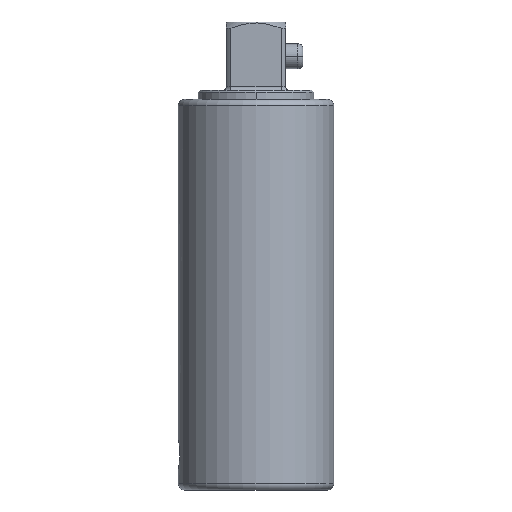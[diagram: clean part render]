
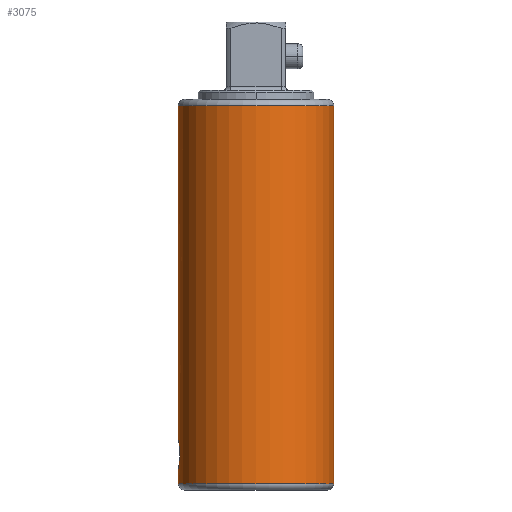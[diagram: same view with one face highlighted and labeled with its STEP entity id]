
A CAD part, front view. The second image highlights one B-rep face of the part: STEP entity #3075.
In plain terms, the highlighted cylindrical face has radius 12.5 mm (diameter 25 mm), a partial arc.
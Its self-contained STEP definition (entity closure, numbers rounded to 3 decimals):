
#2747=CARTESIAN_POINT('',(0.,0.,61.45));
#2748=DIRECTION('',(0.,0.,-1.));
#2749=DIRECTION('',(1.,0.,0.));
#2750=AXIS2_PLACEMENT_3D('',#2747,#2748,#2749);
#2752=CARTESIAN_POINT('',(0.,0.,0.7));
#2753=DIRECTION('',(0.,0.,-1.));
#2754=DIRECTION('',(1.,0.,0.));
#2755=AXIS2_PLACEMENT_3D('',#2752,#2753,#2754);
#2757=CARTESIAN_POINT('',(-12.5,0.,8.));
#2758=CARTESIAN_POINT('',(-12.5,-0.199,8.));
#2759=CARTESIAN_POINT('',(-12.491,-0.589,
7.955));
#2760=CARTESIAN_POINT('',(-12.449,-1.173,
7.737));
#2761=CARTESIAN_POINT('',(-12.39,-1.672,
7.39));
#2762=CARTESIAN_POINT('',(-12.329,-2.071,
6.944));
#2763=CARTESIAN_POINT('',(-12.275,-2.363,
6.392));
#2764=CARTESIAN_POINT('',(-12.246,-2.506,
5.793));
#2765=CARTESIAN_POINT('',(-12.246,-2.507,
5.209));
#2766=CARTESIAN_POINT('',(-12.275,-2.364,
4.609));
#2767=CARTESIAN_POINT('',(-12.329,-2.072,
4.058));
#2768=CARTESIAN_POINT('',(-12.39,-1.675,
3.613));
#2769=CARTESIAN_POINT('',(-12.449,-1.174,
3.264));
#2770=CARTESIAN_POINT('',(-12.491,-0.589,
3.045));
#2771=CARTESIAN_POINT('',(-12.5,-0.199,3.));
#2772=CARTESIAN_POINT('',(-12.5,0.,3.));
#2789=DIRECTION('',(0.,0.,-1.));
#2790=VECTOR('',#2789,53.45);
#2791=CARTESIAN_POINT('',(-12.5,0.,61.45));
#2792=LINE('',#2791,#2790);
#2810=DIRECTION('',(0.,0.,-1.));
#2811=VECTOR('',#2810,2.3);
#2812=CARTESIAN_POINT('',(-12.5,0.,3.));
#2813=LINE('',#2812,#2811);
#2819=DIRECTION('',(0.,0.,-1.));
#2820=VECTOR('',#2819,60.75);
#2821=CARTESIAN_POINT('',(12.5,0.,61.45));
#2822=LINE('',#2821,#2820);
#2950=VERTEX_POINT('',#2757);
#2951=VERTEX_POINT('',#2772);
#2966=CARTESIAN_POINT('',(12.5,0.,0.7));
#2967=CARTESIAN_POINT('',(-12.5,0.,0.7));
#2968=VERTEX_POINT('',#2966);
#2969=VERTEX_POINT('',#2967);
#2974=CARTESIAN_POINT('',(12.5,0.,61.45));
#2975=CARTESIAN_POINT('',(-12.5,0.,61.45));
#2976=VERTEX_POINT('',#2974);
#2977=VERTEX_POINT('',#2975);
#3057=CARTESIAN_POINT('',(0.,0.,-3.438));
#3058=DIRECTION('',(0.,0.,1.));
#3059=DIRECTION('',(1.,0.,0.));
#3060=AXIS2_PLACEMENT_3D('',#3057,#3058,#3059);
#3061=CYLINDRICAL_SURFACE('',#3060,12.5);
#3063=ORIENTED_EDGE('',*,*,#3062,.F.);
#3065=ORIENTED_EDGE('',*,*,#3064,.T.);
#3067=ORIENTED_EDGE('',*,*,#3066,.T.);
#3069=ORIENTED_EDGE('',*,*,#3068,.F.);
#3070=ORIENTED_EDGE('',*,*,#3036,.F.);
#3072=ORIENTED_EDGE('',*,*,#3071,.F.);
#3073=EDGE_LOOP('',(#3063,#3065,#3067,#3069,#3070,#3072));
#3074=FACE_OUTER_BOUND('',#3073,.F.);
#3075=ADVANCED_FACE('',(#3074),#3061,.T.);
#2751=CIRCLE('',#2750,12.5);
#2756=CIRCLE('',#2755,12.5);
#2773=B_SPLINE_CURVE_WITH_KNOTS('',3,(#2757,#2758,#2759,#2760,#2761,#2762,#2763,
#2764,#2765,#2766,#2767,#2768,#2769,#2770,#2771,#2772),.UNSPECIFIED.,.F.,.F.,(4,
1,1,1,1,1,1,1,1,1,1,1,1,4),(0.,0.077,0.154,
0.231,0.308,0.385,0.462,
0.538,0.615,0.692,0.769,
0.846,0.923,1.),.UNSPECIFIED.);
#3036=EDGE_CURVE('',#2950,#2951,#2773,.T.);
#3062=EDGE_CURVE('',#2976,#2977,#2751,.T.);
#3064=EDGE_CURVE('',#2976,#2968,#2822,.T.);
#3066=EDGE_CURVE('',#2968,#2969,#2756,.T.);
#3068=EDGE_CURVE('',#2951,#2969,#2813,.T.);
#3071=EDGE_CURVE('',#2977,#2950,#2792,.T.);
